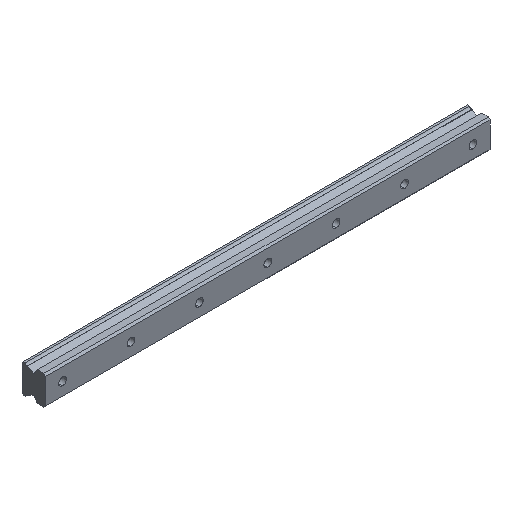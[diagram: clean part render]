
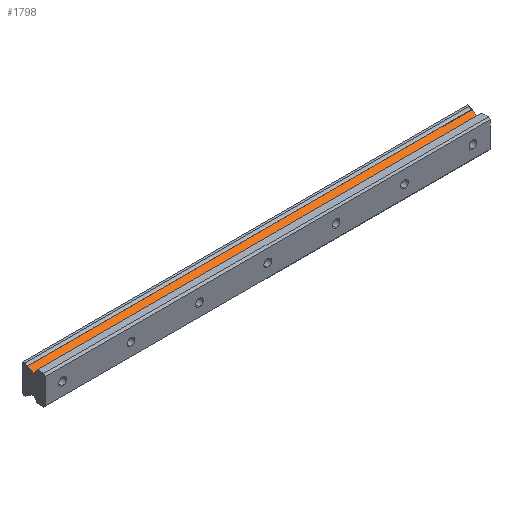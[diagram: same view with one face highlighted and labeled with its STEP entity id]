
A CAD part, isometric view. The second image highlights one B-rep face of the part: STEP entity #1798.
In plain terms, the highlighted planar face has unit normal (0, -0.499, 0.867).
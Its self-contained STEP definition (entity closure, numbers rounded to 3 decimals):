
#42 = LINE ( 'NONE', #1261, #746 ) ;
#49 = LINE ( 'NONE', #1472, #770 ) ;
#53 = VERTEX_POINT ( 'NONE', #1446 ) ;
#57 = DIRECTION ( 'NONE',  ( -1., 0., 0. ) ) ;
#151 = EDGE_CURVE ( 'NONE', #53, #1264, #49, .T. ) ;
#168 = DIRECTION ( 'NONE',  ( 1., 0., 0. ) ) ;
#185 = LINE ( 'NONE', #494, #1108 ) ;
#299 = VERTEX_POINT ( 'NONE', #1066 ) ;
#494 = CARTESIAN_POINT ( 'NONE',  ( 500., 21.02, 15.006 ) ) ;
#574 = EDGE_CURVE ( 'NONE', #1027, #53, #185, .T. ) ;
#738 = DIRECTION ( 'NONE',  ( 0., 0.499, -0.867 ) ) ;
#740 = DIRECTION ( 'NONE',  ( 0., -0.867, -0.499 ) ) ;
#746 = VECTOR ( 'NONE', #57, 1000. ) ;
#770 = VECTOR ( 'NONE', #1953, 1000. ) ;
#868 = EDGE_CURVE ( 'NONE', #1264, #299, #42, .T. ) ;
#982 = ORIENTED_EDGE ( 'NONE', *, *, #1369, .T. ) ;
#1027 = VERTEX_POINT ( 'NONE', #1825 ) ;
#1066 = CARTESIAN_POINT ( 'NONE',  ( -20., 14.475, 11.24 ) ) ;
#1108 = VECTOR ( 'NONE', #168, 1000. ) ;
#1154 = LINE ( 'NONE', #1315, #1662 ) ;
#1196 = ORIENTED_EDGE ( 'NONE', *, *, #574, .F. ) ;
#1261 = CARTESIAN_POINT ( 'NONE',  ( 500., 14.475, 11.24 ) ) ;
#1264 = VERTEX_POINT ( 'NONE', #1275 ) ;
#1275 = CARTESIAN_POINT ( 'NONE',  ( 500., 14.475, 11.24 ) ) ;
#1315 = CARTESIAN_POINT ( 'NONE',  ( -20., 21.02, 15.006 ) ) ;
#1344 = CARTESIAN_POINT ( 'NONE',  ( 500., 21.02, 15.006 ) ) ;
#1351 = FACE_OUTER_BOUND ( 'NONE', #1617, .T. ) ;
#1359 = DIRECTION ( 'NONE',  ( 0., 0.867, 0.499 ) ) ;
#1369 = EDGE_CURVE ( 'NONE', #1027, #299, #1154, .T. ) ;
#1446 = CARTESIAN_POINT ( 'NONE',  ( 500., 21.02, 15.006 ) ) ;
#1472 = CARTESIAN_POINT ( 'NONE',  ( 500., 21.02, 15.006 ) ) ;
#1555 = AXIS2_PLACEMENT_3D ( 'NONE', #1344, #738, #1359 ) ;
#1617 = EDGE_LOOP ( 'NONE', ( #1705, #1722, #1196, #982 ) ) ;
#1662 = VECTOR ( 'NONE', #740, 1000. ) ;
#1679 = PLANE ( 'NONE',  #1555 ) ;
#1705 = ORIENTED_EDGE ( 'NONE', *, *, #868, .F. ) ;
#1722 = ORIENTED_EDGE ( 'NONE', *, *, #151, .F. ) ;
#1798 = ADVANCED_FACE ( 'NONE', ( #1351 ), #1679, .F. ) ;
#1825 = CARTESIAN_POINT ( 'NONE',  ( -20., 21.02, 15.006 ) ) ;
#1953 = DIRECTION ( 'NONE',  ( 0., -0.867, -0.499 ) ) ;
